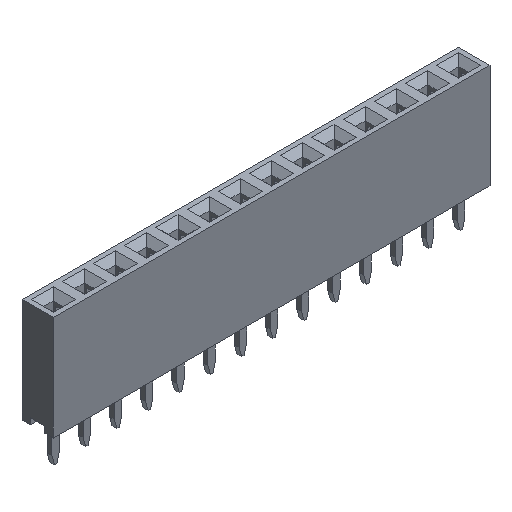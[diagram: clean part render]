
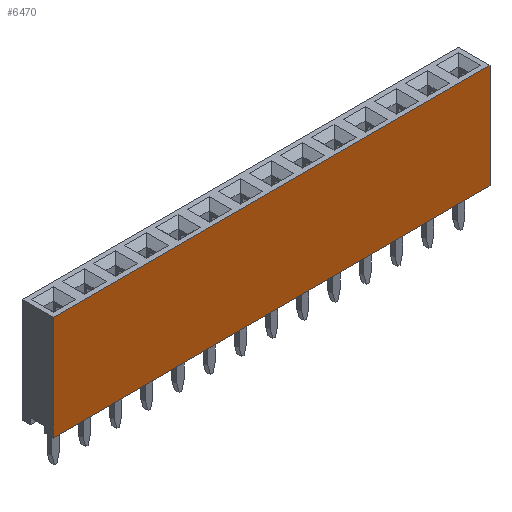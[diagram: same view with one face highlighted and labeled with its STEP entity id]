
A CAD part, isometric view. The second image highlights one B-rep face of the part: STEP entity #6470.
In plain terms, the highlighted planar face has unit normal (0, -1, 0).
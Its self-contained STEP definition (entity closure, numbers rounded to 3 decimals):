
#6470=ADVANCED_FACE('',(#11994),#11996,.T.);
#11994=FACE_BOUND('',#11995,.T.);
#11995=EDGE_LOOP('',(#16293,#16294,#16295,#16296));
#11996=PLANE('',#11997);
#11997=AXIS2_PLACEMENT_3D('',#11998,#11999,#12000);
#11998=CARTESIAN_POINT('',(-1.27,-1.27,0.));
#11999=DIRECTION('',(0.,-1.,0.));
#12000=DIRECTION('',(1.,0.,0.));
#16293=ORIENTED_EDGE('',*,*,#18543,.T.);
#16294=ORIENTED_EDGE('',*,*,#18376,.T.);
#16295=ORIENTED_EDGE('',*,*,#18513,.F.);
#16296=ORIENTED_EDGE('',*,*,#18365,.F.);
#18365=EDGE_CURVE('',#21669,#21671,#21672,.T.);
#18376=EDGE_CURVE('',#21691,#21689,#21692,.T.);
#18513=EDGE_CURVE('',#21671,#21689,#21853,.T.);
#18543=EDGE_CURVE('',#21669,#21691,#21887,.T.);
#21669=VERTEX_POINT('',#28917);
#21671=VERTEX_POINT('',#28921);
#21672=LINE('',#28922,#28923);
#21689=VERTEX_POINT('',#28959);
#21691=VERTEX_POINT('',#28963);
#21692=LINE('',#28964,#28965);
#21853=LINE('',#29403,#29404);
#21887=LINE('',#29497,#29498);
#28917=CARTESIAN_POINT('',(-1.27,-1.27,0.));
#28921=CARTESIAN_POINT('',(-1.27,-1.27,8.5));
#28922=CARTESIAN_POINT('',(-1.27,-1.27,0.));
#28923=VECTOR('',#28924,1.);
#28924=DIRECTION('',(0.,0.,1.));
#28959=CARTESIAN_POINT('',(34.29,-1.27,8.5));
#28963=CARTESIAN_POINT('',(34.29,-1.27,0.));
#28964=CARTESIAN_POINT('',(34.29,-1.27,0.));
#28965=VECTOR('',#28966,1.);
#28966=DIRECTION('',(0.,0.,1.));
#29403=CARTESIAN_POINT('',(-1.27,-1.27,8.5));
#29404=VECTOR('',#29405,1.);
#29405=DIRECTION('',(1.,0.,0.));
#29497=CARTESIAN_POINT('',(-1.27,-1.27,0.));
#29498=VECTOR('',#29499,1.);
#29499=DIRECTION('',(1.,0.,0.));
